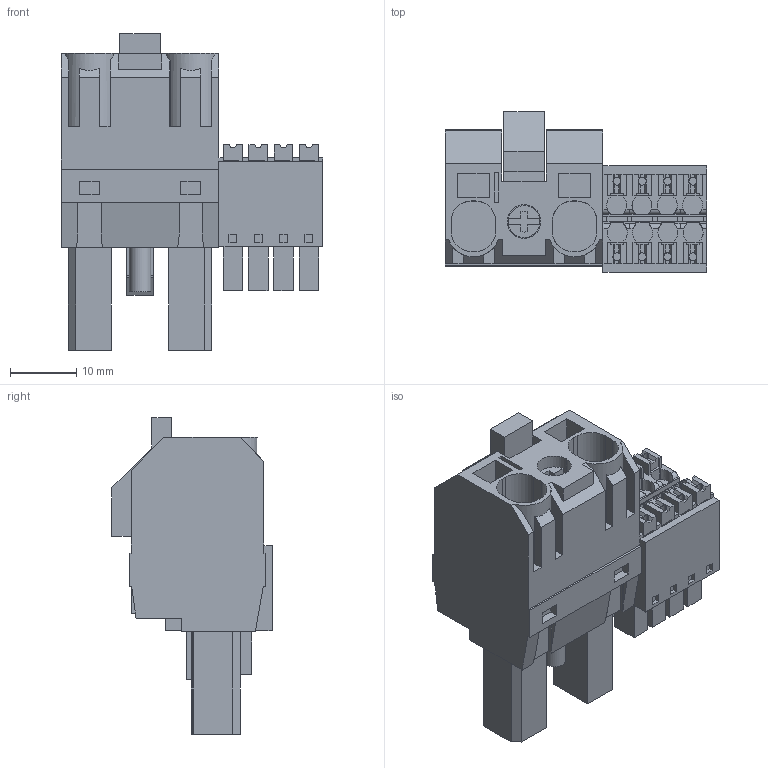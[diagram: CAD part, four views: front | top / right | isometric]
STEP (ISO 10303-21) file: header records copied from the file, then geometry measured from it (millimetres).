
FILE_DESCRIPTION(('CATIA V5 STEP Exchange','CAx-IF Rec.Pracs.--- Model Styling and Organization---1.4--- 2014-01-23'),'2;1');
FILE_NAME ('D1449498_1_1157100000_1157100000.stp','2023-09-07T12:50:09+00:00',('none'),('Weidmueller'),'CATIA Version 5-6 Release 2016 SP3 HF44','CATIA V5 STEP AP214','none');
FILE_SCHEMA(('AUTOMOTIVE_DESIGN { 1 0 10303 214 1 1 1 1 }'));
Length unit declared in the file: millimetre
Products named in the file (1): 1157100000
Bounding box: 39.41 x 24.13 x 47.7 mm (x, y, z)
Volume: 16715.1 mm3; surface area: 10361 mm2
Topology: 11 solids, 11 shells, 717 faces, 1973 edges, 1309 vertices
Faces by surface type: plane 627, cylinder 90
Entity records: 21346 total; most frequent: CARTESIAN_POINT 4207, ORIENTED_EDGE 3946, DIRECTION 2802, EDGE_CURVE 1973, VECTOR 1697, LINE 1697, VERTEX_POINT 1309, EDGE_LOOP 766
